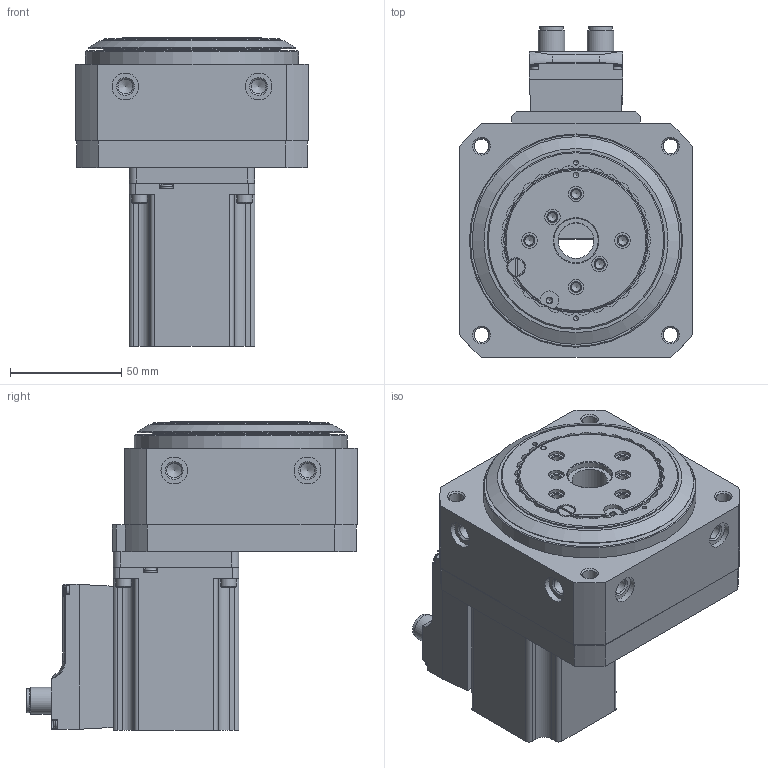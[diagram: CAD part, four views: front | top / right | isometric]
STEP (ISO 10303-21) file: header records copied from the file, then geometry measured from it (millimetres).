
FILE_DESCRIPTION(/* description */ ('STEP AP214'),/* implementation_level */ '2;1');
FILE_NAME(/* name */ '8087822_ERMS-32-180-ST-M-H1-PLK-AA',/* time_stamp */ '2024-08-23T12:27:26+02:00',/* author */ ('License CC BY-ND 4.0'),/* organization */ ('CADENAS'),/* preprocessor_version */ 'ST-DEVELOPER v19.3',/* originating_system */ 'PARTsolutions',/* authorisation */ ' ');
FILE_SCHEMA (('AUTOMOTIVE_DESIGN {1 0 10303 214 3 1 1}'));
Length unit declared in the file: millimetre
Products named in the file (7): 8087822 ERMS-32-180-ST-M-H1-PLK-AA---(0_high); 8087809 ERMS-32---(highh); ISO-4762 M4x20; 8087806 ERMS-32---(higha); 8084400 EMCS-57---(high); 8087809 ERMS-32---(highp); 8087807 ERMS-PLUG---(high)
Assembly tree (9 placements, depth 2):
  8087822 ERMS-32-180-ST-M-H1-PLK-AA---(0_high)
    8087809 ERMS-32---(highh)
    ISO-4762 M4x20  x4
    8087806 ERMS-32---(higha)
    8084400 EMCS-57---(high)
    8087809 ERMS-32---(highp)
    8087807 ERMS-PLUG---(high)
Bounding box: 105 x 149 x 139 mm (x, y, z)
Volume: 792319.6 mm3; surface area: 135030.3 mm2
Topology: 9 solids, 9 shells, 989 faces, 2440 edges, 1581 vertices
Faces by surface type: plane 445, cylinder 392, cone 128, torus 24
Full cylindrical faces by diameter (mm): 0.8 x8, 1.5 x4, 2.1 x2, 2.459 x1, 2.5 x1, 3.242 x4, 4 x4, 4.134 x10, 4.4 x4, 5 x9, 5.5 x8, 6 x1, 6.35 x1, 6.6 x4, 6.647 x10, 6.917 x1, 7 x14, 8 x2, 9 x1, 9.02 x2, 10 x4, 10.7 x2, 11 x8, 12 x8, 16 x3, 17.6 x2, 18 x1, 20 x1, 38.1 x4, 65 x1
Entity records: 29285 total; most frequent: DIRECTION 4625, CARTESIAN_POINT 4447, ORIENTED_EDGE 3920, EDGE_CURVE 1960, AXIS2_PLACEMENT_3D 1786, VERTEX_POINT 1431, FACE_BOUND 1303, EDGE_LOOP 1278
